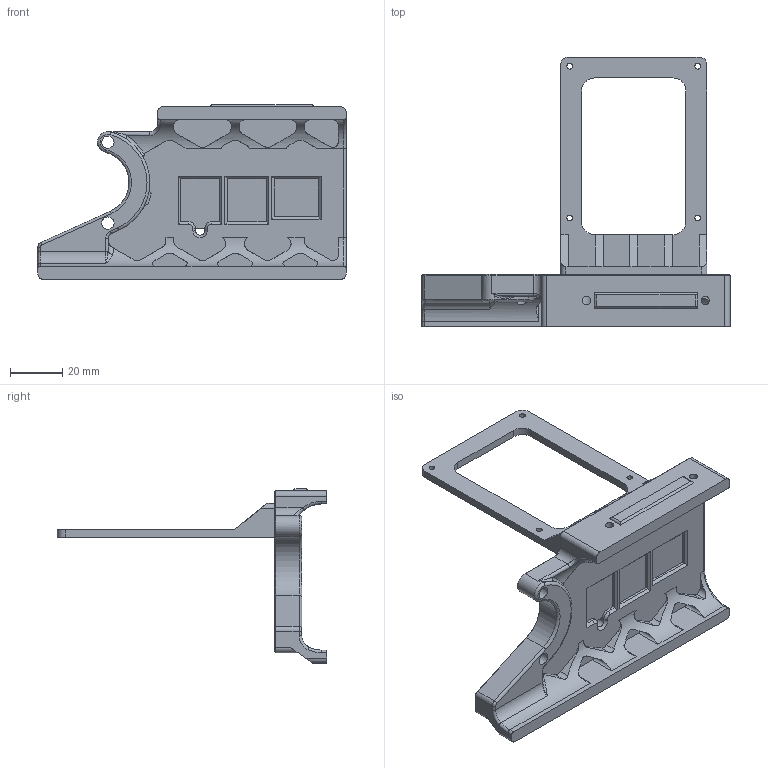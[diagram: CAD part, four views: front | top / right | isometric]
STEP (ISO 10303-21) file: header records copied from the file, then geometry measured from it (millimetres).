
FILE_DESCRIPTION(/* description */ (''),/* implementation_level */ '2;1');
FILE_NAME(/* name */ 'Pi5+NVME_Skirt.step',/* time_stamp */ '2024-10-01T08:42:34+01:00',/* author */ (''),/* organization */ (''),/* preprocessor_version */ 'ST-DEVELOPER v20',/* originating_system */ 'Autodesk Translation Framework v13.14.0.145',/* authorisation */ '');
FILE_SCHEMA (('AUTOMOTIVE_DESIGN { 1 0 10303 214 3 1 1 }'));
Length unit declared in the file: millimetre
Products named in the file (1): Pi5 Rear Skirt
Bounding box: 118 x 103.26 x 66.8 mm (x, y, z)
Volume: 61404.4 mm3; surface area: 32710.3 mm2
Topology: 3 solids, 3 shells, 284 faces, 748 edges, 473 vertices
Faces by surface type: plane 150, cylinder 103, cone 13, torus 11, bspline 7
Full cylindrical faces by diameter (mm): 2.2 x4, 3.2 x2, 3.25 x2, 4.2 x4, 4.7 x3, 6 x2
Entity records: 9473 total; most frequent: CARTESIAN_POINT 2344, ORIENTED_EDGE 1492, DIRECTION 1470, EDGE_CURVE 746, AXIS2_PLACEMENT_3D 508, VERTEX_POINT 473, LINE 454, VECTOR 454
